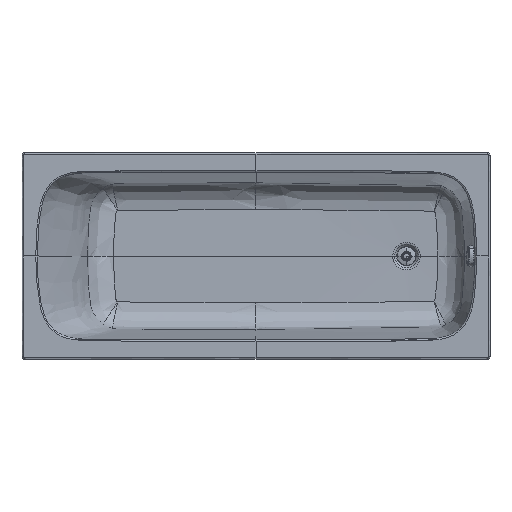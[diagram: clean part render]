
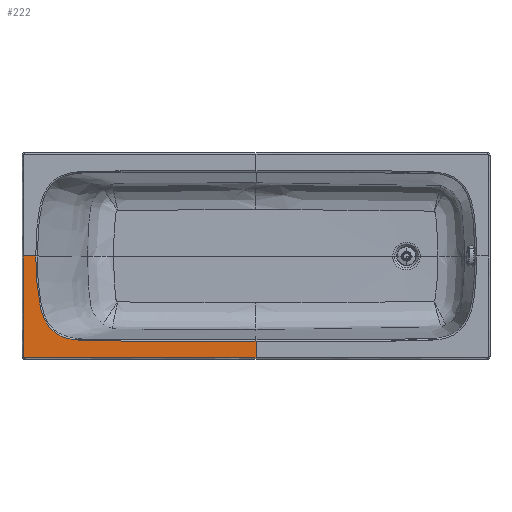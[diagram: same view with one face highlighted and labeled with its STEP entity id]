
A CAD part, top view. The second image highlights one B-rep face of the part: STEP entity #222.
In plain terms, the highlighted planar face has unit normal (0, 0, 1).
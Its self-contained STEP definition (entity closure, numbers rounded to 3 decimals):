
#222=ADVANCED_FACE('',(#631),#6189,.T.);
#631=FACE_OUTER_BOUND('',#1030,.T.);
#1030=EDGE_LOOP('',(#2290,#2291,#2292,#2293,#2294,#2295));
#2290=ORIENTED_EDGE('',*,*,#3758,.T.);
#2291=ORIENTED_EDGE('',*,*,#3724,.F.);
#2292=ORIENTED_EDGE('',*,*,#3727,.F.);
#2293=ORIENTED_EDGE('',*,*,#3730,.F.);
#2294=ORIENTED_EDGE('',*,*,#3759,.T.);
#2295=ORIENTED_EDGE('',*,*,#3760,.T.);
#3724=EDGE_CURVE('',#5531,#5532,#4957,.T.);
#3727=EDGE_CURVE('',#5533,#5531,#4413,.T.);
#3730=EDGE_CURVE('',#5535,#5533,#4960,.T.);
#3758=EDGE_CURVE('',#5551,#5532,#4977,.T.);
#3759=EDGE_CURVE('',#5535,#5552,#4978,.T.);
#3760=EDGE_CURVE('',#5552,#5551,#4979,.T.);
#4413=(
BOUNDED_CURVE()
B_SPLINE_CURVE(2,(#63938,#63939,#63940),.UNSPECIFIED.,.F.,.F.)
B_SPLINE_CURVE_WITH_KNOTS((3,3),(-7.854,0.),.UNSPECIFIED.)
CURVE()
GEOMETRIC_REPRESENTATION_ITEM()
RATIONAL_B_SPLINE_CURVE((1.,0.707,1.))
REPRESENTATION_ITEM('')
);
#4957=B_SPLINE_CURVE_WITH_KNOTS('',1,(#63931,#63932),.UNSPECIFIED.,.F.,
 .F.,(2,2),(-365.,0.),.UNSPECIFIED.);
#4960=B_SPLINE_CURVE_WITH_KNOTS('',1,(#63946,#63947),.UNSPECIFIED.,.F.,
 .F.,(2,2),(-840.,0.),.UNSPECIFIED.);
#4977=B_SPLINE_CURVE_WITH_KNOTS('',1,(#64275,#64276),.UNSPECIFIED.,.F.,
 .F.,(2,2),(0.,45.104),.UNSPECIFIED.);
#4978=B_SPLINE_CURVE_WITH_KNOTS('',1,(#64277,#64278),.UNSPECIFIED.,.F.,
 .F.,(2,2),(-59.649,0.),.UNSPECIFIED.);
#4979=B_SPLINE_CURVE_WITH_KNOTS('',5,(#64279,#64280,#64281,#64282,#64283,
#64284,#64285,#64286,#64287,#64288,#64289,#64290,#64291,#64292,#64293,#64294,
#64295,#64296,#64297,#64298,#64299,#64300,#64301,#64302,#64303,#64304,#64305,
#64306,#64307,#64308,#64309,#64310,#64311,#64312,#64313,#64314,#64315,#64316,
#64317,#64318,#64319,#64320,#64321,#64322,#64323,#64324,#64325,#64326,#64327,
#64328,#64329,#64330,#64331,#64332,#64333,#64334,#64335,#64336,#64337,#64338,
#64339,#64340,#64341,#64342,#64343,#64344,#64345,#64346,#64347,#64348,#64349,
#64350,#64351,#64352,#64353,#64354,#64355,#64356,#64357,#64358,#64359,#64360,
#64361,#64362,#64363,#64364,#64365),.UNSPECIFIED.,.F.,.F.,(6,3,3,3,3,3,
3,3,3,3,3,3,3,3,3,3,3,3,3,3,3,3,3,3,3,3,3,3,6),(-1537.135,-1516.014,
-990.8,-977.465,-897.815,-810.001,-783.907,
-764.463,-756.411,-748.361,-734.396,-722.432,
-711.768,-692.869,-668.405,-633.75,-614.884,
-602.615,-574.865,-545.349,-511.833,-485.853,
-471.309,-455.481,-438.265,-386.592,-374.721,
-250.35,-247.109),.UNSPECIFIED.);
#5531=VERTEX_POINT('',#63604);
#5532=VERTEX_POINT('',#63605);
#5533=VERTEX_POINT('',#63606);
#5535=VERTEX_POINT('',#63608);
#5551=VERTEX_POINT('',#63624);
#5552=VERTEX_POINT('',#63625);
#6189=PLANE('',#6308);
#6308=AXIS2_PLACEMENT_3D('',#13454,#6410,$);
#6410=DIRECTION('',(0.,0.,1.));
#13454=CARTESIAN_POINT('',(84.468,37.059,240.586));
#63604=CARTESIAN_POINT('',(-845.647,-365.,240.586));
#63605=CARTESIAN_POINT('',(-845.647,0.,240.586));
#63606=CARTESIAN_POINT('',(-840.647,-370.,240.586));
#63608=CARTESIAN_POINT('',(-0.647,-370.,240.586));
#63624=CARTESIAN_POINT('',(-800.543,0.,240.586));
#63625=CARTESIAN_POINT('',(-0.647,-310.351,240.586));
#63931=CARTESIAN_POINT('',(-845.647,-365.,240.586));
#63932=CARTESIAN_POINT('',(-845.647,0.,240.586));
#63938=CARTESIAN_POINT('',(-840.647,-370.,240.586));
#63939=CARTESIAN_POINT('',(-845.647,-370.,240.586));
#63940=CARTESIAN_POINT('',(-845.647,-365.,240.586));
#63946=CARTESIAN_POINT('',(-0.647,-370.,240.586));
#63947=CARTESIAN_POINT('',(-840.647,-370.,240.586));
#64275=CARTESIAN_POINT('',(-800.543,0.,240.586));
#64276=CARTESIAN_POINT('',(-845.647,0.,240.586));
#64277=CARTESIAN_POINT('',(-0.647,-370.,240.586));
#64278=CARTESIAN_POINT('',(-0.647,-310.351,240.586));
#64279=CARTESIAN_POINT('',(-0.647,-310.351,240.586));
#64280=CARTESIAN_POINT('',(-3.999,-310.351,240.586));
#64281=CARTESIAN_POINT('',(-7.352,-310.351,240.586));
#64282=CARTESIAN_POINT('',(-10.704,-310.351,240.586));
#64283=CARTESIAN_POINT('',(-97.417,-310.347,240.586));
#64284=CARTESIAN_POINT('',(-184.131,-310.28,240.586));
#64285=CARTESIAN_POINT('',(-267.491,-310.156,240.586));
#64286=CARTESIAN_POINT('',(-352.969,-309.968,240.586));
#64287=CARTESIAN_POINT('',(-438.446,-309.719,240.586));
#64288=CARTESIAN_POINT('',(-445.091,-309.699,240.586));
#64289=CARTESIAN_POINT('',(-459.849,-309.655,240.586));
#64290=CARTESIAN_POINT('',(-474.602,-309.618,240.586));
#64291=CARTESIAN_POINT('',(-487.239,-309.62,240.586));
#64292=CARTESIAN_POINT('',(-513.809,-309.7,240.586));
#64293=CARTESIAN_POINT('',(-540.388,-309.859,240.586));
#64294=CARTESIAN_POINT('',(-554.249,-309.939,240.586));
#64295=CARTESIAN_POINT('',(-572.345,-309.967,240.586));
#64296=CARTESIAN_POINT('',(-590.455,-309.719,240.586));
#64297=CARTESIAN_POINT('',(-594.626,-309.645,240.586));
#64298=CARTESIAN_POINT('',(-601.868,-309.48,240.586));
#64299=CARTESIAN_POINT('',(-609.112,-309.241,240.586));
#64300=CARTESIAN_POINT('',(-612.205,-309.124,240.586));
#64301=CARTESIAN_POINT('',(-616.578,-308.936,240.586));
#64302=CARTESIAN_POINT('',(-620.952,-308.713,240.586));
#64303=CARTESIAN_POINT('',(-622.23,-308.644,240.586));
#64304=CARTESIAN_POINT('',(-624.791,-308.5,240.586));
#64305=CARTESIAN_POINT('',(-627.351,-308.343,240.586));
#64306=CARTESIAN_POINT('',(-628.631,-308.26,240.586));
#64307=CARTESIAN_POINT('',(-632.132,-308.024,240.586));
#64308=CARTESIAN_POINT('',(-635.633,-307.756,240.586));
#64309=CARTESIAN_POINT('',(-637.854,-307.573,240.586));
#64310=CARTESIAN_POINT('',(-641.976,-307.204,240.586));
#64311=CARTESIAN_POINT('',(-646.096,-306.778,240.586));
#64312=CARTESIAN_POINT('',(-647.998,-306.569,240.586));
#64313=CARTESIAN_POINT('',(-651.59,-306.147,240.586));
#64314=CARTESIAN_POINT('',(-655.178,-305.673,240.586));
#64315=CARTESIAN_POINT('',(-656.873,-305.437,240.586));
#64316=CARTESIAN_POINT('',(-661.556,-304.748,240.586));
#64317=CARTESIAN_POINT('',(-666.227,-303.955,240.586));
#64318=CARTESIAN_POINT('',(-669.209,-303.402,240.586));
#64319=CARTESIAN_POINT('',(-676.03,-302.018,240.586));
#64320=CARTESIAN_POINT('',(-682.799,-300.352,240.586));
#64321=CARTESIAN_POINT('',(-686.599,-299.314,240.586));
#64322=CARTESIAN_POINT('',(-695.712,-296.546,240.586));
#64323=CARTESIAN_POINT('',(-704.618,-293.105,240.586));
#64324=CARTESIAN_POINT('',(-709.745,-290.832,240.586));
#64325=CARTESIAN_POINT('',(-717.469,-286.899,240.586));
#64326=CARTESIAN_POINT('',(-724.815,-282.301,240.586));
#64327=CARTESIAN_POINT('',(-727.353,-280.597,240.586));
#64328=CARTESIAN_POINT('',(-731.446,-277.649,240.586));
#64329=CARTESIAN_POINT('',(-735.371,-274.484,240.586));
#64330=CARTESIAN_POINT('',(-736.891,-273.202,240.586));
#64331=CARTESIAN_POINT('',(-741.754,-268.918,240.586));
#64332=CARTESIAN_POINT('',(-746.306,-264.301,240.586));
#64333=CARTESIAN_POINT('',(-749.303,-260.952,240.586));
#64334=CARTESIAN_POINT('',(-755.152,-253.766,240.586));
#64335=CARTESIAN_POINT('',(-760.313,-246.09,240.586));
#64336=CARTESIAN_POINT('',(-762.793,-242.023,240.586));
#64337=CARTESIAN_POINT('',(-767.723,-233.142,240.586));
#64338=CARTESIAN_POINT('',(-771.92,-223.915,240.586));
#64339=CARTESIAN_POINT('',(-773.961,-218.933,240.586));
#64340=CARTESIAN_POINT('',(-777.281,-209.984,240.586));
#64341=CARTESIAN_POINT('',(-780.117,-200.888,240.586));
#64342=CARTESIAN_POINT('',(-781.271,-196.897,240.586));
#64343=CARTESIAN_POINT('',(-782.953,-190.639,240.586));
#64344=CARTESIAN_POINT('',(-784.469,-184.344,240.586));
#64345=CARTESIAN_POINT('',(-784.992,-182.082,240.586));
#64346=CARTESIAN_POINT('',(-786.046,-177.348,240.586));
#64347=CARTESIAN_POINT('',(-787.019,-172.599,240.586));
#64348=CARTESIAN_POINT('',(-787.506,-170.12,240.586));
#64349=CARTESIAN_POINT('',(-788.482,-164.94,240.586));
#64350=CARTESIAN_POINT('',(-789.378,-159.746,240.586));
#64351=CARTESIAN_POINT('',(-789.825,-157.038,240.586));
#64352=CARTESIAN_POINT('',(-791.534,-146.19,240.586));
#64353=CARTESIAN_POINT('',(-792.956,-135.308,240.586));
#64354=CARTESIAN_POINT('',(-793.893,-127.13,240.586));
#64355=CARTESIAN_POINT('',(-794.916,-117.069,240.586));
#64356=CARTESIAN_POINT('',(-795.819,-107.003,240.586));
#64357=CARTESIAN_POINT('',(-795.985,-105.103,240.586));
#64358=CARTESIAN_POINT('',(-797.836,-83.515,240.586));
#64359=CARTESIAN_POINT('',(-799.206,-61.887,240.586));
#64360=CARTESIAN_POINT('',(-800.053,-42.12,240.586));
#64361=CARTESIAN_POINT('',(-800.51,-21.826,240.586));
#64362=CARTESIAN_POINT('',(-800.542,-1.53,240.586));
#64363=CARTESIAN_POINT('',(-800.543,-1.018,240.586));
#64364=CARTESIAN_POINT('',(-800.543,-0.509,240.586));
#64365=CARTESIAN_POINT('',(-800.543,0.,240.586));
